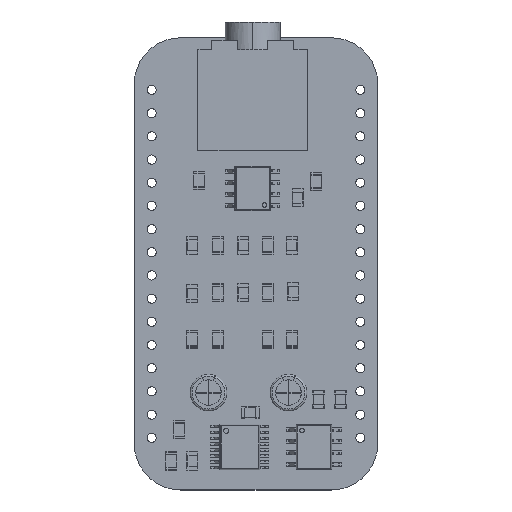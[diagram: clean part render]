
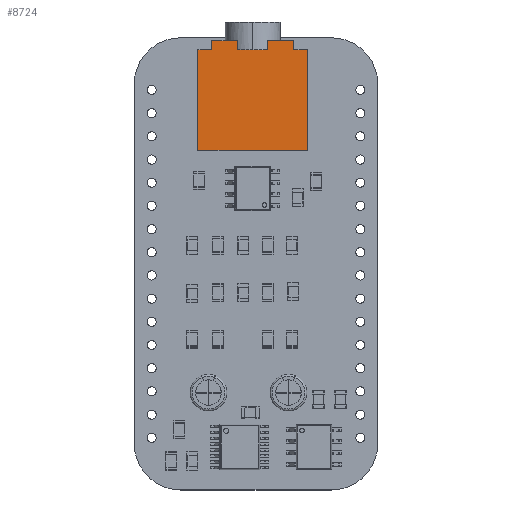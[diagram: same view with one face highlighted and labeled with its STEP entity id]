
A CAD part, top view. The second image highlights one B-rep face of the part: STEP entity #8724.
In plain terms, the highlighted planar face has unit normal (0, 0, 1).
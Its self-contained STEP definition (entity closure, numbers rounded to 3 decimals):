
#8269 = VERTEX_POINT('',#8270);
#8270 = CARTESIAN_POINT('',(-2.,1.658,2.5));
#8277 = EDGE_CURVE('',#8269,#8278,#8280,.T.);
#8278 = VERTEX_POINT('',#8279);
#8279 = CARTESIAN_POINT('',(-3.,1.658,2.5));
#8280 = LINE('',#8281,#8282);
#8281 = CARTESIAN_POINT('',(8.485,1.658,2.5));
#8282 = VECTOR('',#8283,1.);
#8283 = DIRECTION('',(-1.,-0.,-0.));
#8724 = ADVANCED_FACE('',(#8725),#8814,.F.);
#8725 = FACE_BOUND('',#8726,.T.);
#8726 = EDGE_LOOP('',(#8727,#8737,#8745,#8753,#8761,#8769,#8775,#8776,
    #8784,#8792,#8800,#8808));
#8727 = ORIENTED_EDGE('',*,*,#8728,.F.);
#8728 = EDGE_CURVE('',#8729,#8731,#8733,.T.);
#8729 = VERTEX_POINT('',#8730);
#8730 = CARTESIAN_POINT('',(-3.,-6.,2.5));
#8731 = VERTEX_POINT('',#8732);
#8732 = CARTESIAN_POINT('',(-14.,-6.,2.5));
#8733 = LINE('',#8734,#8735);
#8734 = CARTESIAN_POINT('',(-3.,-6.,2.5));
#8735 = VECTOR('',#8736,1.);
#8736 = DIRECTION('',(-1.,0.,0.));
#8737 = ORIENTED_EDGE('',*,*,#8738,.T.);
#8738 = EDGE_CURVE('',#8729,#8739,#8741,.T.);
#8739 = VERTEX_POINT('',#8740);
#8740 = CARTESIAN_POINT('',(-3.,-4.5,2.5));
#8741 = LINE('',#8742,#8743);
#8742 = CARTESIAN_POINT('',(-3.,6.,2.5));
#8743 = VECTOR('',#8744,1.);
#8744 = DIRECTION('',(0.,1.,-0.));
#8745 = ORIENTED_EDGE('',*,*,#8746,.T.);
#8746 = EDGE_CURVE('',#8739,#8747,#8749,.T.);
#8747 = VERTEX_POINT('',#8748);
#8748 = CARTESIAN_POINT('',(-2.,-4.5,2.5));
#8749 = LINE('',#8750,#8751);
#8750 = CARTESIAN_POINT('',(-2.,-4.5,2.5));
#8751 = VECTOR('',#8752,1.);
#8752 = DIRECTION('',(1.,0.,-0.));
#8753 = ORIENTED_EDGE('',*,*,#8754,.F.);
#8754 = EDGE_CURVE('',#8755,#8747,#8757,.T.);
#8755 = VERTEX_POINT('',#8756);
#8756 = CARTESIAN_POINT('',(-2.,-1.658,2.5));
#8757 = LINE('',#8758,#8759);
#8758 = CARTESIAN_POINT('',(-2.,6.,2.5));
#8759 = VECTOR('',#8760,1.);
#8760 = DIRECTION('',(-0.,-1.,-0.));
#8761 = ORIENTED_EDGE('',*,*,#8762,.F.);
#8762 = EDGE_CURVE('',#8763,#8755,#8765,.T.);
#8763 = VERTEX_POINT('',#8764);
#8764 = CARTESIAN_POINT('',(-3.,-1.658,2.5));
#8765 = LINE('',#8766,#8767);
#8766 = CARTESIAN_POINT('',(8.485,-1.658,2.5));
#8767 = VECTOR('',#8768,1.);
#8768 = DIRECTION('',(1.,0.,0.));
#8769 = ORIENTED_EDGE('',*,*,#8770,.F.);
#8770 = EDGE_CURVE('',#8278,#8763,#8771,.T.);
#8771 = LINE('',#8772,#8773);
#8772 = CARTESIAN_POINT('',(-3.,6.,2.5));
#8773 = VECTOR('',#8774,1.);
#8774 = DIRECTION('',(-0.,-1.,-0.));
#8775 = ORIENTED_EDGE('',*,*,#8277,.F.);
#8776 = ORIENTED_EDGE('',*,*,#8777,.F.);
#8777 = EDGE_CURVE('',#8778,#8269,#8780,.T.);
#8778 = VERTEX_POINT('',#8779);
#8779 = CARTESIAN_POINT('',(-2.,4.5,2.5));
#8780 = LINE('',#8781,#8782);
#8781 = CARTESIAN_POINT('',(-2.,6.,2.5));
#8782 = VECTOR('',#8783,1.);
#8783 = DIRECTION('',(-0.,-1.,-0.));
#8784 = ORIENTED_EDGE('',*,*,#8785,.T.);
#8785 = EDGE_CURVE('',#8778,#8786,#8788,.T.);
#8786 = VERTEX_POINT('',#8787);
#8787 = CARTESIAN_POINT('',(-3.,4.5,2.5));
#8788 = LINE('',#8789,#8790);
#8789 = CARTESIAN_POINT('',(-2.,4.5,2.5));
#8790 = VECTOR('',#8791,1.);
#8791 = DIRECTION('',(-1.,-0.,-0.));
#8792 = ORIENTED_EDGE('',*,*,#8793,.T.);
#8793 = EDGE_CURVE('',#8786,#8794,#8796,.T.);
#8794 = VERTEX_POINT('',#8795);
#8795 = CARTESIAN_POINT('',(-3.,6.,2.5));
#8796 = LINE('',#8797,#8798);
#8797 = CARTESIAN_POINT('',(-3.,6.,2.5));
#8798 = VECTOR('',#8799,1.);
#8799 = DIRECTION('',(0.,1.,-0.));
#8800 = ORIENTED_EDGE('',*,*,#8801,.F.);
#8801 = EDGE_CURVE('',#8802,#8794,#8804,.T.);
#8802 = VERTEX_POINT('',#8803);
#8803 = CARTESIAN_POINT('',(-14.,6.,2.5));
#8804 = LINE('',#8805,#8806);
#8805 = CARTESIAN_POINT('',(-3.,6.,2.5));
#8806 = VECTOR('',#8807,1.);
#8807 = DIRECTION('',(1.,-0.,0.));
#8808 = ORIENTED_EDGE('',*,*,#8809,.F.);
#8809 = EDGE_CURVE('',#8731,#8802,#8810,.T.);
#8810 = LINE('',#8811,#8812);
#8811 = CARTESIAN_POINT('',(-14.,6.,2.5));
#8812 = VECTOR('',#8813,1.);
#8813 = DIRECTION('',(0.,1.,0.));
#8814 = PLANE('',#8815);
#8815 = AXIS2_PLACEMENT_3D('',#8816,#8817,#8818);
#8816 = CARTESIAN_POINT('',(-3.,6.,2.5));
#8817 = DIRECTION('',(0.,0.,-1.));
#8818 = DIRECTION('',(-1.,0.,0.));
